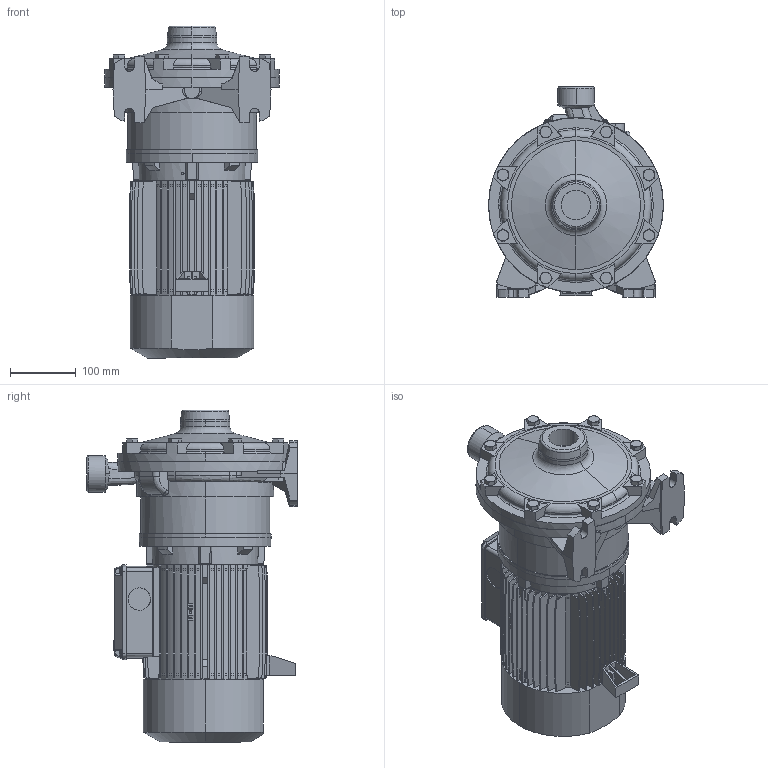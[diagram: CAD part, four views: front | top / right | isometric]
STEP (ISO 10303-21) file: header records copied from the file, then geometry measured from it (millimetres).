
FILE_DESCRIPTION (( 'STEP AP214' ), '1' );
FILE_NAME ('4_93_449_04_REV02.step', '2022-08-04T06:30:52', ( '' ), ( '' ), 'SwSTEP 2.0', 'SolidWorks 2020', '' );
FILE_SCHEMA (( 'AUTOMOTIVE_DESIGN' ));
Length unit declared in the file: millimetre
Products named in the file (1): 4_93_449_04_REV02
Bounding box: 265.79 x 320 x 504 mm (x, y, z)
Volume: 13702215.8 mm3; surface area: 1126755 mm2
Topology: 13 solids, 13 shells, 3475 faces, 9606 edges, 6264 vertices
Faces by surface type: bspline 1565, plane 1204, cylinder 508, cone 168, torus 22, sphere 8
Entity records: 167443 total; most frequent: CARTESIAN_POINT 89505, ORIENTED_EDGE 19208, DIRECTION 11014, EDGE_CURVE 9604, VERTEX_POINT 6264, VECTOR 5574, LINE 5574, EDGE_LOOP 3586
